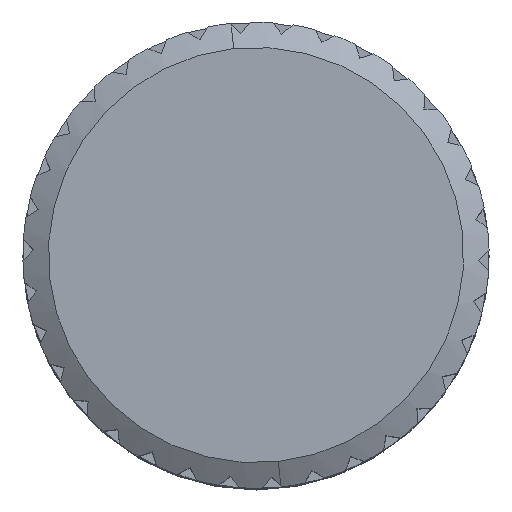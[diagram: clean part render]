
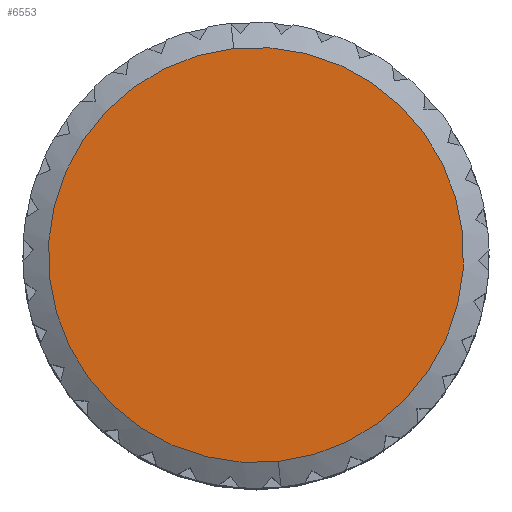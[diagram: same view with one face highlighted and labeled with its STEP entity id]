
A CAD part, top view. The second image highlights one B-rep face of the part: STEP entity #6553.
In plain terms, the highlighted planar face has unit normal (0, 0, 1).
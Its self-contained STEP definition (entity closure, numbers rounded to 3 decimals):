
#6530=CARTESIAN_POINT('Axis2P3D Location',(-1.875,-4.527,3.5)) ;
#6535=CARTESIAN_POINT('Axis2P3D Location',(0.,0.,3.5)) ;
#6539=CARTESIAN_POINT('Vertex',(-0.525,4.872,3.5)) ;
#6541=CARTESIAN_POINT('Vertex',(0.525,-4.872,3.5)) ;
#6544=CARTESIAN_POINT('Axis2P3D Location',(0.,0.,3.5)) ;
#6531=DIRECTION('Axis2P3D Direction',(0.,0.,1.)) ;
#6532=DIRECTION('Axis2P3D XDirection',(-0.924,0.383,0.)) ;
#6536=DIRECTION('Axis2P3D Direction',(0.,0.,1.)) ;
#6545=DIRECTION('Axis2P3D Direction',(0.,0.,1.)) ;
#6533=AXIS2_PLACEMENT_3D('Plane Axis2P3D',#6530,#6531,#6532) ;
#6537=AXIS2_PLACEMENT_3D('Circle Axis2P3D',#6535,#6536,$) ;
#6546=AXIS2_PLACEMENT_3D('Circle Axis2P3D',#6544,#6545,$) ;
#6538=CIRCLE('generated circle',#6537,4.9) ;
#6547=CIRCLE('generated circle',#6546,4.9) ;
#6534=PLANE('',#6533) ;
#6543=EDGE_CURVE('',#6540,#6542,#6538,.T.) ;
#6548=EDGE_CURVE('',#6542,#6540,#6547,.T.) ;
#6550=ORIENTED_EDGE('',*,*,#6543,.T.) ;
#6551=ORIENTED_EDGE('',*,*,#6548,.T.) ;
#6549=EDGE_LOOP('',(#6550,#6551)) ;
#6540=VERTEX_POINT('',#6539) ;
#6542=VERTEX_POINT('',#6541) ;
#6553=ADVANCED_FACE('PartBody',(#6552),#6534,.T.) ;
#6552=FACE_OUTER_BOUND('',#6549,.T.) ;
